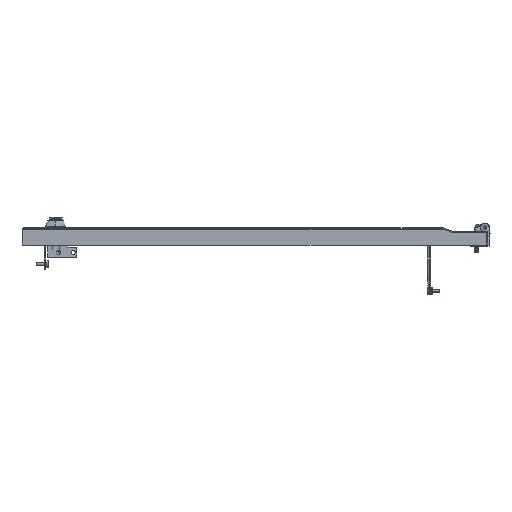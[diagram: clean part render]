
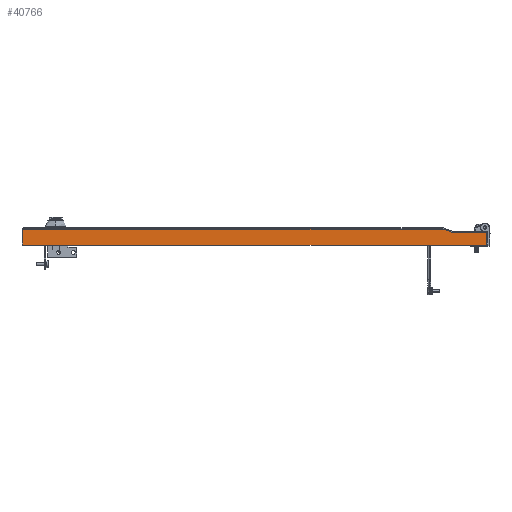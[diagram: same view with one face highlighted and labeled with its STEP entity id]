
A CAD part, front view. The second image highlights one B-rep face of the part: STEP entity #40766.
In plain terms, the highlighted planar face has unit normal (0, -1, 0).
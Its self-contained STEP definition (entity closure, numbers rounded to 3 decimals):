
#889 = CARTESIAN_POINT ( 'NONE',  ( 362.263, -1006.5, -1.9 ) ) ;
#1316 = ORIENTED_EDGE ( 'NONE', *, *, #41981, .F. ) ;
#2717 = DIRECTION ( 'NONE',  ( 0.94, 0., -0.342 ) ) ;
#4186 = CARTESIAN_POINT ( 'NONE',  ( 379.605, -1006.5, -8.212 ) ) ;
#4205 = LINE ( 'NONE', #28957, #55710 ) ;
#4338 = VECTOR ( 'NONE', #2717, 1000. ) ;
#4641 = LINE ( 'NONE', #46147, #36114 ) ;
#6629 = CARTESIAN_POINT ( 'NONE',  ( 437.567, -1006.5, -29.953 ) ) ;
#6805 = VERTEX_POINT ( 'NONE', #6629 ) ;
#7563 = DIRECTION ( 'NONE',  ( 1., 0., 0. ) ) ;
#8310 = DIRECTION ( 'NONE',  ( 0., 1., 0. ) ) ;
#8552 = VERTEX_POINT ( 'NONE', #37853 ) ;
#9769 = CARTESIAN_POINT ( 'NONE',  ( -358.135, -1006.5, -30. ) ) ;
#11383 = DIRECTION ( 'NONE',  ( 0., 1., 0. ) ) ;
#12570 = CARTESIAN_POINT ( 'NONE',  ( 362.263, -1006.5, -1.9 ) ) ;
#13255 = DIRECTION ( 'NONE',  ( 0.342, 0., 0.94 ) ) ;
#14893 = DIRECTION ( 'NONE',  ( 1., 0., 0. ) ) ;
#15149 = CIRCLE ( 'NONE', #61094, 2. ) ;
#15846 = ORIENTED_EDGE ( 'NONE', *, *, #26883, .F. ) ;
#16145 = ORIENTED_EDGE ( 'NONE', *, *, #60275, .F. ) ;
#16351 = EDGE_CURVE ( 'NONE', #29228, #33018, #22585, .T. ) ;
#17404 = VERTEX_POINT ( 'NONE', #52747 ) ;
#17551 = EDGE_CURVE ( 'NONE', #34545, #30934, #4205, .T. ) ;
#17564 = ORIENTED_EDGE ( 'NONE', *, *, #29168, .F. ) ;
#18819 = DIRECTION ( 'NONE',  ( -1., 0., 0. ) ) ;
#19542 = ORIENTED_EDGE ( 'NONE', *, *, #16351, .F. ) ;
#20808 = AXIS2_PLACEMENT_3D ( 'NONE', #58166, #51832, #22656 ) ;
#20927 = ORIENTED_EDGE ( 'NONE', *, *, #50842, .F. ) ;
#21942 = CARTESIAN_POINT ( 'NONE',  ( 360.935, -1006.5, -2.8 ) ) ;
#22054 = CARTESIAN_POINT ( 'NONE',  ( 435.567, -1006.5, -10.453 ) ) ;
#22585 = LINE ( 'NONE', #12570, #34182 ) ;
#22656 = DIRECTION ( 'NONE',  ( -1., 0., 0. ) ) ;
#23836 = CARTESIAN_POINT ( 'NONE',  ( 361.935, -1006.5, -2.8 ) ) ;
#26883 = EDGE_CURVE ( 'NONE', #33018, #62397, #48551, .T. ) ;
#26957 = LINE ( 'NONE', #21942, #57867 ) ;
#27034 = VECTOR ( 'NONE', #18819, 1000. ) ;
#27459 = CARTESIAN_POINT ( 'NONE',  ( 360.935, -1006.5, -2.8 ) ) ;
#28957 = CARTESIAN_POINT ( 'NONE',  ( 435.567, -1006.5, -8.453 ) ) ;
#29168 = EDGE_CURVE ( 'NONE', #55941, #55286, #60972, .T. ) ;
#29228 = VERTEX_POINT ( 'NONE', #23836 ) ;
#29309 = ORIENTED_EDGE ( 'NONE', *, *, #17551, .F. ) ;
#29533 = LINE ( 'NONE', #55030, #38644 ) ;
#29788 = DIRECTION ( 'NONE',  ( 0., 0., -1. ) ) ;
#30680 = DIRECTION ( 'NONE',  ( 0., 0., -1. ) ) ;
#30845 = ORIENTED_EDGE ( 'NONE', *, *, #39551, .F. ) ;
#30934 = VERTEX_POINT ( 'NONE', #62507 ) ;
#31930 = VECTOR ( 'NONE', #51167, 1000. ) ;
#33018 = VERTEX_POINT ( 'NONE', #889 ) ;
#34143 = CARTESIAN_POINT ( 'NONE',  ( 379.605, -1006.5, -8.212 ) ) ;
#34182 = VECTOR ( 'NONE', #13255, 1000. ) ;
#34539 = ORIENTED_EDGE ( 'NONE', *, *, #54479, .T. ) ;
#34545 = VERTEX_POINT ( 'NONE', #48473 ) ;
#35473 = LINE ( 'NONE', #55866, #31930 ) ;
#36114 = VECTOR ( 'NONE', #30680, 1000. ) ;
#37483 = DIRECTION ( 'NONE',  ( 1., 0., 0. ) ) ;
#37853 = CARTESIAN_POINT ( 'NONE',  ( 437.567, -1006.5, -10.453 ) ) ;
#38605 = VERTEX_POINT ( 'NONE', #27459 ) ;
#38644 = VECTOR ( 'NONE', #60352, 1000. ) ;
#38791 = DIRECTION ( 'NONE',  ( 0., 0., -1. ) ) ;
#39238 = EDGE_LOOP ( 'NONE', ( #30845, #34539, #17564, #16145, #52206, #20927, #29309, #1316, #15846, #19542, #60870 ) ) ;
#39551 = EDGE_CURVE ( 'NONE', #17404, #38605, #35473, .T. ) ;
#40234 = VECTOR ( 'NONE', #29788, 1000. ) ;
#40766 = ADVANCED_FACE ( 'NONE', ( #54176 ), #49484, .F. ) ;
#41708 = CARTESIAN_POINT ( 'NONE',  ( 360.935, -1006.5, -30. ) ) ;
#41981 = EDGE_CURVE ( 'NONE', #62397, #34545, #49736, .T. ) ;
#46147 = CARTESIAN_POINT ( 'NONE',  ( -359.364, -1006.5, -2.8 ) ) ;
#48473 = CARTESIAN_POINT ( 'NONE',  ( 380.973, -1006.5, -8.453 ) ) ;
#48551 = LINE ( 'NONE', #34143, #4338 ) ;
#48931 = CARTESIAN_POINT ( 'NONE',  ( 437.567, -1006.5, -29.953 ) ) ;
#49484 = PLANE ( 'NONE',  #57049 ) ;
#49736 = CIRCLE ( 'NONE', #20808, 4. ) ;
#50249 = LINE ( 'NONE', #48931, #40234 ) ;
#50842 = EDGE_CURVE ( 'NONE', #30934, #8552, #15149, .T. ) ;
#51167 = DIRECTION ( 'NONE',  ( 1., 0., 0. ) ) ;
#51832 = DIRECTION ( 'NONE',  ( 0., -1., 0. ) ) ;
#52206 = ORIENTED_EDGE ( 'NONE', *, *, #61802, .F. ) ;
#52747 = CARTESIAN_POINT ( 'NONE',  ( -359.364, -1006.5, -2.8 ) ) ;
#54176 = FACE_OUTER_BOUND ( 'NONE', #39238, .T. ) ;
#54223 = CARTESIAN_POINT ( 'NONE',  ( -359.364, -1006.5, -30. ) ) ;
#54479 = EDGE_CURVE ( 'NONE', #17404, #55286, #4641, .T. ) ;
#55030 = CARTESIAN_POINT ( 'NONE',  ( 360.935, -1006.5, -30. ) ) ;
#55286 = VERTEX_POINT ( 'NONE', #54223 ) ;
#55710 = VECTOR ( 'NONE', #14893, 1000. ) ;
#55866 = CARTESIAN_POINT ( 'NONE',  ( 360.935, -1006.5, -2.8 ) ) ;
#55941 = VERTEX_POINT ( 'NONE', #41708 ) ;
#57049 = AXIS2_PLACEMENT_3D ( 'NONE', #64206, #8310, #38791 ) ;
#57867 = VECTOR ( 'NONE', #7563, 1000. ) ;
#58166 = CARTESIAN_POINT ( 'NONE',  ( 380.973, -1006.5, -4.453 ) ) ;
#58681 = EDGE_CURVE ( 'NONE', #38605, #29228, #26957, .T. ) ;
#60275 = EDGE_CURVE ( 'NONE', #6805, #55941, #29533, .T. ) ;
#60352 = DIRECTION ( 'NONE',  ( -1., 0., -0.001 ) ) ;
#60870 = ORIENTED_EDGE ( 'NONE', *, *, #58681, .F. ) ;
#60972 = LINE ( 'NONE', #9769, #27034 ) ;
#61094 = AXIS2_PLACEMENT_3D ( 'NONE', #22054, #11383, #37483 ) ;
#61802 = EDGE_CURVE ( 'NONE', #8552, #6805, #50249, .T. ) ;
#62397 = VERTEX_POINT ( 'NONE', #4186 ) ;
#62507 = CARTESIAN_POINT ( 'NONE',  ( 435.567, -1006.5, -8.453 ) ) ;
#64206 = CARTESIAN_POINT ( 'NONE',  ( 0., -1006.5, 0. ) ) ;
